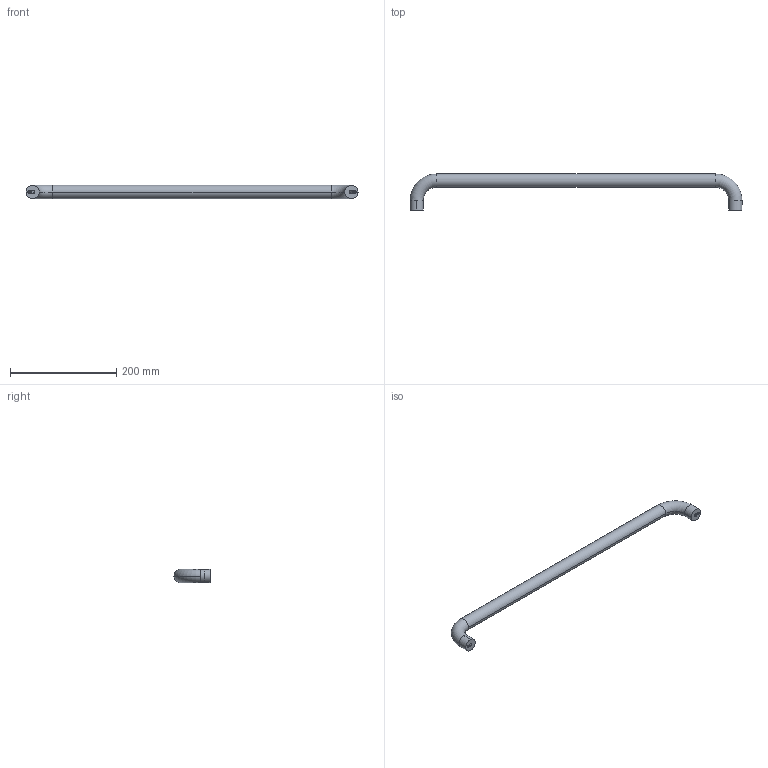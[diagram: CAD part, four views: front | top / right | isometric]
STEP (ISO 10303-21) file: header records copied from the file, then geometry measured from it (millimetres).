
FILE_DESCRIPTION (( 'STEP AP203' ), '1' );
FILE_NAME ('sone3D.STEP', '2015-03-03T01:38:34', ( '' ), ( '' ), 'SwSTEP 2.0', 'SolidWorks 2012', '' );
FILE_SCHEMA (( 'CONFIG_CONTROL_DESIGN' ));
Length unit declared in the file: millimetre
Products named in the file (1): sone3D
Bounding box: 625 x 68 x 25 mm (x, y, z)
Volume: 104257.3 mm3; surface area: 98851.2 mm2
Topology: 1 solids, 1 shells, 42 faces, 92 edges, 53 vertices
Faces by surface type: cylinder 20, cone 10, torus 8, plane 4
Entity records: 1231 total; most frequent: DIRECTION 236, CARTESIAN_POINT 186, ORIENTED_EDGE 180, AXIS2_PLACEMENT_3D 103, EDGE_CURVE 90, CIRCLE 60, VERTEX_POINT 53, EDGE_LOOP 49
